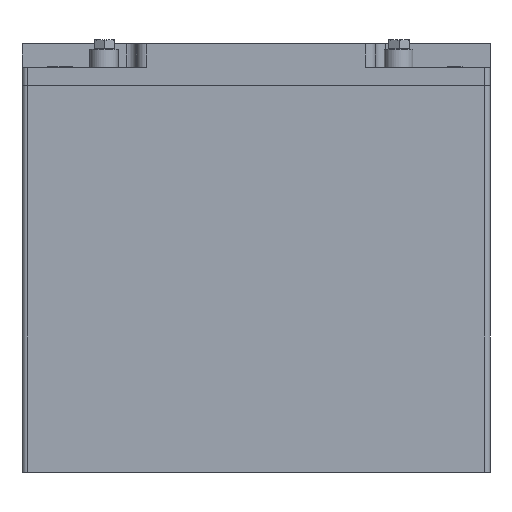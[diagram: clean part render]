
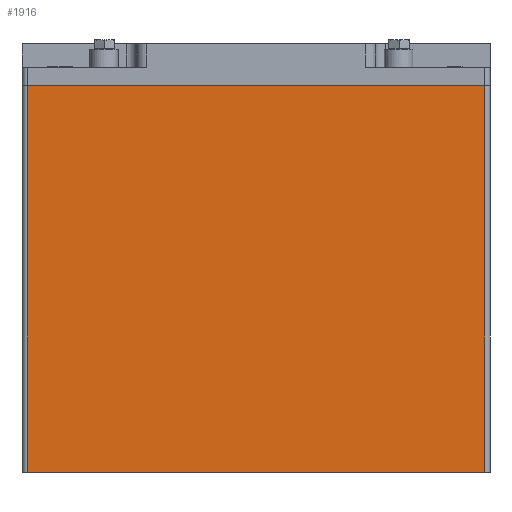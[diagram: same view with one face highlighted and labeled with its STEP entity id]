
A CAD part, front view. The second image highlights one B-rep face of the part: STEP entity #1916.
In plain terms, the highlighted planar face has unit normal (0, -1, 0).
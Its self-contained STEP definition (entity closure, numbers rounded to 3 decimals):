
#107=PLANE('',#2131);
#257=FACE_OUTER_BOUND('',#371,.T.);
#371=EDGE_LOOP('',(#1646,#1647,#1648,#1649));
#575=LINE('',#5765,#724);
#576=LINE('',#5767,#725);
#577=LINE('',#5769,#726);
#578=LINE('',#5770,#727);
#724=VECTOR('',#2508,10.);
#725=VECTOR('',#2509,10.);
#726=VECTOR('',#2510,10.);
#727=VECTOR('',#2511,10.);
#920=VERTEX_POINT('',#5763);
#921=VERTEX_POINT('',#5764);
#922=VERTEX_POINT('',#5766);
#923=VERTEX_POINT('',#5768);
#1170=EDGE_CURVE('',#920,#921,#575,.T.);
#1171=EDGE_CURVE('',#921,#922,#576,.T.);
#1172=EDGE_CURVE('',#923,#922,#577,.T.);
#1173=EDGE_CURVE('',#920,#923,#578,.T.);
#1646=ORIENTED_EDGE('',*,*,#1170,.T.);
#1647=ORIENTED_EDGE('',*,*,#1171,.T.);
#1648=ORIENTED_EDGE('',*,*,#1172,.F.);
#1649=ORIENTED_EDGE('',*,*,#1173,.F.);
#1916=ADVANCED_FACE('',(#257),#107,.T.);
#2131=AXIS2_PLACEMENT_3D('',#5762,#2506,#2507);
#2506=DIRECTION('center_axis',(0.,-1.,0.));
#2507=DIRECTION('ref_axis',(1.,0.,0.));
#2508=DIRECTION('',(1.,0.,0.));
#2509=DIRECTION('',(0.,0.,1.));
#2510=DIRECTION('',(1.,0.,0.));
#2511=DIRECTION('',(0.,0.,1.));
#5762=CARTESIAN_POINT('Origin',(1.999,0.,0.));
#5763=CARTESIAN_POINT('',(1.999,0.,0.));
#5764=CARTESIAN_POINT('',(179.5,0.,0.));
#5765=CARTESIAN_POINT('',(1.998,0.,0.));
#5766=CARTESIAN_POINT('',(179.5,0.,150.));
#5767=CARTESIAN_POINT('',(179.5,0.,0.));
#5768=CARTESIAN_POINT('',(1.999,0.,150.));
#5769=CARTESIAN_POINT('',(1.998,0.,150.));
#5770=CARTESIAN_POINT('',(1.999,0.,0.));
